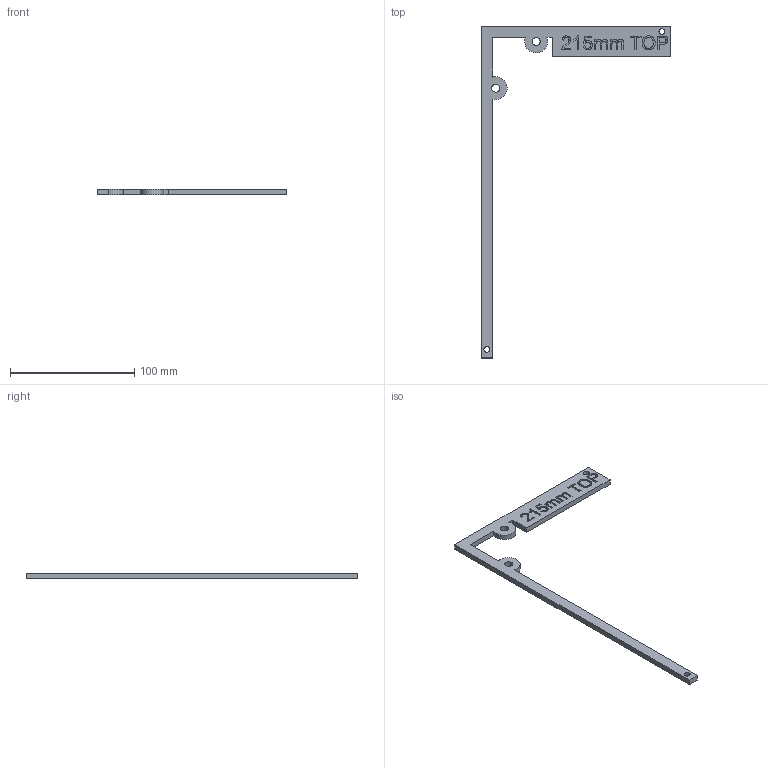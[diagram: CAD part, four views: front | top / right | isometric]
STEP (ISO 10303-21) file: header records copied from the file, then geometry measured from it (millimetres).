
FILE_DESCRIPTION(('HOOPS Exchange Step'),'2;1');
FILE_NAME('temp_export','2024-06-09T17:33:36+02:00',('Hacked'),('Shapr3D Limited'),'HOOPS Exchange 2024.2','Shapr3D','Authorized');
FILE_SCHEMA( ('AUTOMOTIVE_DESIGN { 1 0 10303 214 1 1 1 1 }') );
Length unit declared in the file: millimetre
Products named in the file (4): temp_import.step; root
Assembly tree (3 placements, depth 4):
  root
    temp_import.step
      temp_import.step
        temp_import.step
Bounding box: 152.28 x 267.03 x 4.5 mm (x, y, z)
Volume: 23938.1 mm3; surface area: 16106.2 mm2
Topology: 1 solids, 1 shells, 142 faces, 395 edges, 265 vertices
Faces by surface type: plane 76, bspline 59, cylinder 7
Full cylindrical faces by diameter (mm): 4.8 x2, 6.4 x2
Entity records: 5631 total; most frequent: CARTESIAN_POINT 2275, ORIENTED_EDGE 790, DIRECTION 470, EDGE_CURVE 395, VERTEX_POINT 265, VECTOR 258, LINE 258, EDGE_LOOP 160
